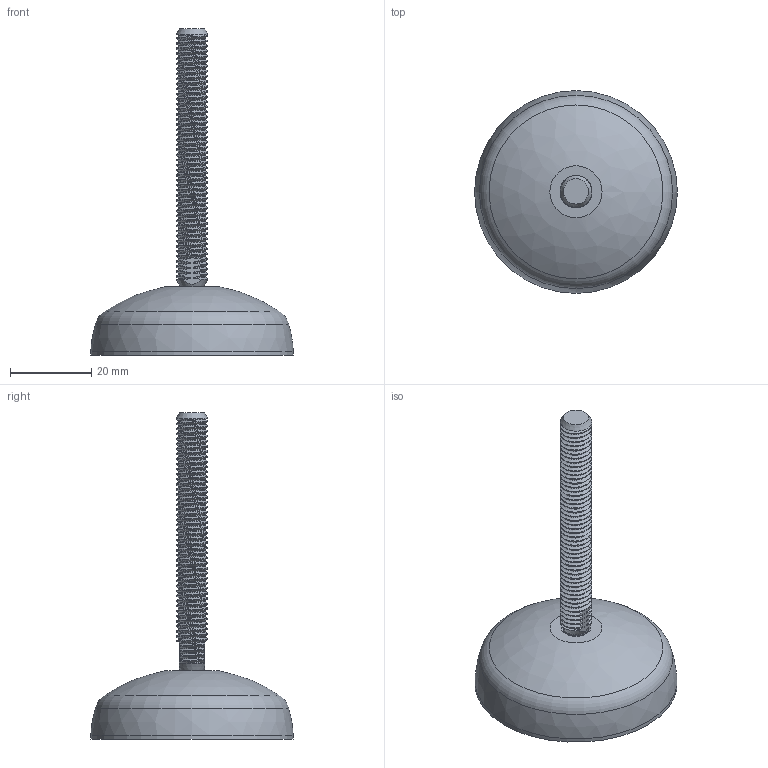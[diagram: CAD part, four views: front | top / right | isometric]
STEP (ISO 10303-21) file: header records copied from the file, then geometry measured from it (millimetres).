
FILE_DESCRIPTION(/* description */ (''),/* implementation_level */ '2;1');
FILE_NAME(/* name */ '30-M8D50-0 v2.step',/* time_stamp */ '2020-08-25T14:12:05-04:00',/* author */ (''),/* organization */ (''),/* preprocessor_version */ 'ST-DEVELOPER v18.1',/* originating_system */ 'Autodesk Translation Framework v9.3.0.1241',/* authorisation */ '');
FILE_SCHEMA (('AUTOMOTIVE_DESIGN { 1 0 10303 214 3 1 1 }'));
Length unit declared in the file: millimetre
Products named in the file (1): 30-M8D50-0
Bounding box: 50 x 50 x 80.47 mm (x, y, z)
Volume: 24284.6 mm3; surface area: 8497.9 mm2
Topology: 2 solids, 2 shells, 156 faces, 445 edges, 290 vertices
Faces by surface type: cylinder 108, bspline 25, cone 10, plane 9, torus 3, sphere 1
Full cylindrical faces by diameter (mm): 5.44 x1, 6.446 x18, 7.866 x18
Entity records: 10728 total; most frequent: CARTESIAN_POINT 7203, ORIENTED_EDGE 884, DIRECTION 484, EDGE_CURVE 442, VERTEX_POINT 290, B_SPLINE_CURVE_WITH_KNOTS 260, AXIS2_PLACEMENT_3D 172, FACE_OUTER_BOUND 156
